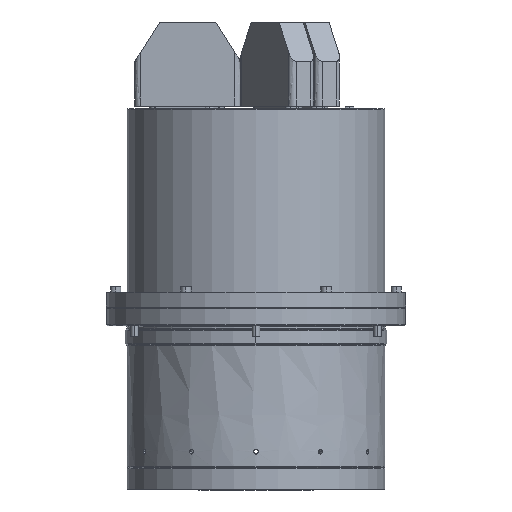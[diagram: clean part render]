
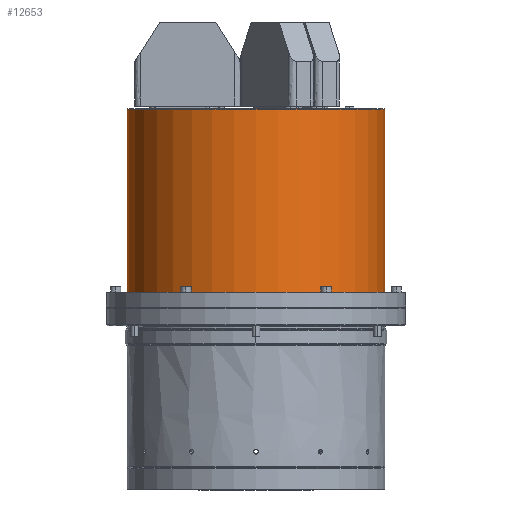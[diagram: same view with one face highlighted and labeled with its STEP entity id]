
A CAD part, left-side view. The second image highlights one B-rep face of the part: STEP entity #12653.
In plain terms, the highlighted free-form (B-spline) face has degree [8, 1] with [9, 2] control points.
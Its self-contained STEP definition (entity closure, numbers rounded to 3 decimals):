
#12018=CARTESIAN_POINT('',(0.,0.,5.8));
#12019=DIRECTION('',(0.,0.,1.));
#12020=DIRECTION('',(0.,1.,0.));
#12021=AXIS2_PLACEMENT_3D('',#12018,#12019,#12020);
#12023=CARTESIAN_POINT('',(0.,0.,-92.));
#12024=DIRECTION('',(0.,0.,1.));
#12025=DIRECTION('',(0.,1.,0.));
#12026=AXIS2_PLACEMENT_3D('',#12023,#12024,#12025);
#12061=DIRECTION('',(0.,0.,-1.));
#12062=VECTOR('',#12061,97.8);
#12063=CARTESIAN_POINT('',(0.,69.,
5.8));
#12064=LINE('11548',#12063,#12062);
#12070=DIRECTION('',(0.,0.,1.));
#12071=VECTOR('',#12070,97.8);
#12072=CARTESIAN_POINT('',(0.,-69.,-92.));
#12073=LINE('11547',#12072,#12071);
#12508=CARTESIAN_POINT('',(0.,69.,-92.));
#12509=CARTESIAN_POINT('',(0.,-69.,-92.));
#12510=VERTEX_POINT('',#12508);
#12511=VERTEX_POINT('',#12509);
#12612=CARTESIAN_POINT('',(0.,-69.,5.8));
#12613=CARTESIAN_POINT('',(0.,69.,5.8));
#12614=VERTEX_POINT('',#12612);
#12615=VERTEX_POINT('',#12613);
#12624=CARTESIAN_POINT('',(4.333,68.864,-93.956));
#12625=CARTESIAN_POINT('',(4.333,68.864,7.756));
#12626=CARTESIAN_POINT('',(-23.792,70.633,-93.956));
#12627=CARTESIAN_POINT('',(-23.792,70.633,7.756));
#12628=CARTESIAN_POINT('',(-52.742,59.276,-93.956));
#12629=CARTESIAN_POINT('',(-52.742,59.276,7.756));
#12630=CARTESIAN_POINT('',(-75.368,34.363,-93.956));
#12631=CARTESIAN_POINT('',(-75.368,34.363,7.756));
#12632=CARTESIAN_POINT('',(-84.246,-0.009,-93.956));
#12633=CARTESIAN_POINT('',(-84.246,-0.009,7.756));
#12634=CARTESIAN_POINT('',(-75.368,-34.352,-93.956));
#12635=CARTESIAN_POINT('',(-75.368,-34.352,7.756));
#12636=CARTESIAN_POINT('',(-52.742,-59.276,-93.956));
#12637=CARTESIAN_POINT('',(-52.742,-59.276,7.756));
#12638=CARTESIAN_POINT('',(-23.792,-70.633,-93.956));
#12639=CARTESIAN_POINT('',(-23.792,-70.633,7.756));
#12640=CARTESIAN_POINT('',(4.333,-68.864,-93.956));
#12641=CARTESIAN_POINT('',(4.333,-68.864,7.756));
#12642=B_SPLINE_SURFACE_WITH_KNOTS('2292',8,1,((#12624,#12625),(#12626,#12627),(
#12628,#12629),(#12630,#12631),(#12632,#12633),(#12634,#12635),(#12636,#12637),(
#12638,#12639),(#12640,#12641)),.UNSPECIFIED.,.F.,.F.,.F.,(9,9),(2,2),(
-0.063,3.204),(-93.956,7.756),.UNSPECIFIED.);
#12644=ORIENTED_EDGE('11542',*,*,#12643,.T.);
#12646=ORIENTED_EDGE('11547',*,*,#12645,.F.);
#12648=ORIENTED_EDGE('11201',*,*,#12647,.F.);
#12650=ORIENTED_EDGE('11548',*,*,#12649,.F.);
#12651=EDGE_LOOP('2292',(#12644,#12646,#12648,#12650));
#12652=FACE_OUTER_BOUND('2292',#12651,.F.);
#12653=ADVANCED_FACE('2292',(#12652),#12642,.T.);
#12022=CIRCLE('11542',#12021,69.);
#12027=CIRCLE('11201',#12026,69.);
#12643=EDGE_CURVE('11542',#12615,#12614,#12022,.T.);
#12645=EDGE_CURVE('11547',#12511,#12614,#12073,.T.);
#12647=EDGE_CURVE('11201',#12510,#12511,#12027,.T.);
#12649=EDGE_CURVE('11548',#12615,#12510,#12064,.T.);
